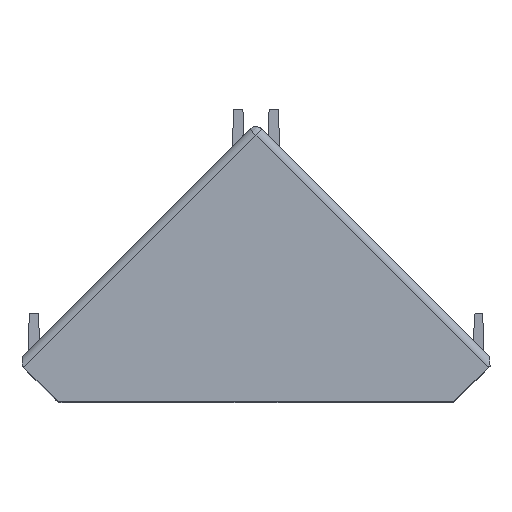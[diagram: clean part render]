
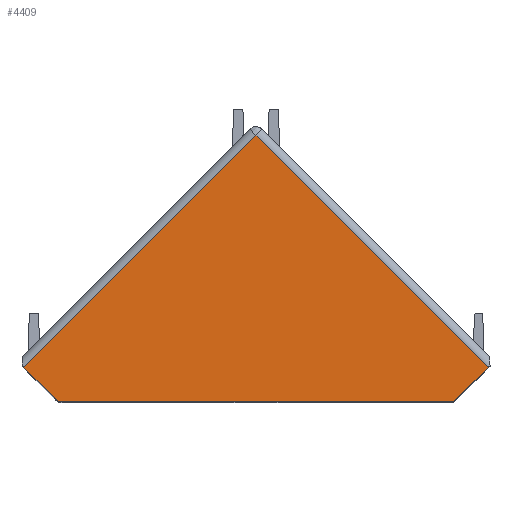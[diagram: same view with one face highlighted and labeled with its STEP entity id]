
A CAD part, top view. The second image highlights one B-rep face of the part: STEP entity #4409.
In plain terms, the highlighted planar face has unit normal (0, 0.009, 1).
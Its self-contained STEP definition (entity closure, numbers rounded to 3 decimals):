
#404 = VERTEX_POINT ( 'NONE', #3457 ) ;
#492 = CARTESIAN_POINT ( 'NONE',  ( 22.862, 0., 20. ) ) ;
#522 = CARTESIAN_POINT ( 'NONE',  ( -22.862, 0., 20. ) ) ;
#575 = ORIENTED_EDGE ( 'NONE', *, *, #4151, .T. ) ;
#653 = ORIENTED_EDGE ( 'NONE', *, *, #1362, .T. ) ;
#668 = LINE ( 'NONE', #2154, #2281 ) ;
#806 = LINE ( 'NONE', #4169, #5986 ) ;
#846 = AXIS2_PLACEMENT_3D ( 'NONE', #522, #1971, #6319 ) ;
#938 = ORIENTED_EDGE ( 'NONE', *, *, #1816, .T. ) ;
#947 = VECTOR ( 'NONE', #4439, 1000. ) ;
#952 = VERTEX_POINT ( 'NONE', #1621 ) ;
#1362 = EDGE_CURVE ( 'Edge44', #404, #4471, #6032, .T. ) ;
#1550 = FACE_OUTER_BOUND ( 'NONE', #4703, .T. ) ;
#1621 = CARTESIAN_POINT ( 'NONE',  ( 26.874, 4.013, 19.965 ) ) ;
#1769 = CARTESIAN_POINT ( 'NONE',  ( -26.874, 4.013, 19.965 ) ) ;
#1788 = VERTEX_POINT ( 'NONE', #4162 ) ;
#1816 = EDGE_CURVE ( 'NONE', #1788, #404, #2828, .T. ) ;
#1971 = DIRECTION ( 'NONE',  ( 0., 0.009, 1. ) ) ;
#1985 = EDGE_CURVE ( 'Edge73', #952, #5764, #806, .T. ) ;
#2039 = ORIENTED_EDGE ( 'NONE', *, *, #4842, .T. ) ;
#2154 = CARTESIAN_POINT ( 'NONE',  ( 22.862, 0., 20. ) ) ;
#2281 = VECTOR ( 'NONE', #3526, 1000. ) ;
#2734 = DIRECTION ( 'NONE',  ( -0.707, 0.707, -0.006 ) ) ;
#2828 = LINE ( 'NONE', #1769, #3675 ) ;
#3149 = CARTESIAN_POINT ( 'NONE',  ( -22.862, 0., 20. ) ) ;
#3183 = DIRECTION ( 'NONE',  ( 1., 0., 0. ) ) ;
#3436 = VECTOR ( 'NONE', #3183, 1000. ) ;
#3457 = CARTESIAN_POINT ( 'NONE',  ( -22.862, 0., 20. ) ) ;
#3526 = DIRECTION ( 'NONE',  ( 0.707, 0.707, -0.006 ) ) ;
#3675 = VECTOR ( 'NONE', #3718, 1000. ) ;
#3718 = DIRECTION ( 'NONE',  ( 0.707, -0.707, 0.006 ) ) ;
#4151 = EDGE_CURVE ( 'Edge3', #5764, #1788, #5462, .T. ) ;
#4162 = CARTESIAN_POINT ( 'NONE',  ( -26.874, 4.013, 19.965 ) ) ;
#4169 = CARTESIAN_POINT ( 'NONE',  ( 26.874, 4.013, 19.965 ) ) ;
#4409 = ADVANCED_FACE ( 'Face2', ( #1550 ), #4974, .T. ) ;
#4439 = DIRECTION ( 'NONE',  ( -0.707, -0.707, 0.006 ) ) ;
#4471 = VERTEX_POINT ( 'NONE', #492 ) ;
#4703 = EDGE_LOOP ( 'NONE', ( #938, #653, #2039, #5244, #575 ) ) ;
#4842 = EDGE_CURVE ( 'NONE', #4471, #952, #668, .T. ) ;
#4974 = PLANE ( 'NONE',  #846 ) ;
#5244 = ORIENTED_EDGE ( 'NONE', *, *, #1985, .T. ) ;
#5290 = CARTESIAN_POINT ( 'NONE',  ( 0., 30.887, 19.73 ) ) ;
#5462 = LINE ( 'NONE', #6326, #947 ) ;
#5764 = VERTEX_POINT ( 'NONE', #5290 ) ;
#5986 = VECTOR ( 'NONE', #2734, 1000. ) ;
#6032 = LINE ( 'NONE', #3149, #3436 ) ;
#6319 = DIRECTION ( 'NONE',  ( 0., -1., 0.009 ) ) ;
#6326 = CARTESIAN_POINT ( 'NONE',  ( 0., 30.887, 19.73 ) ) ;
